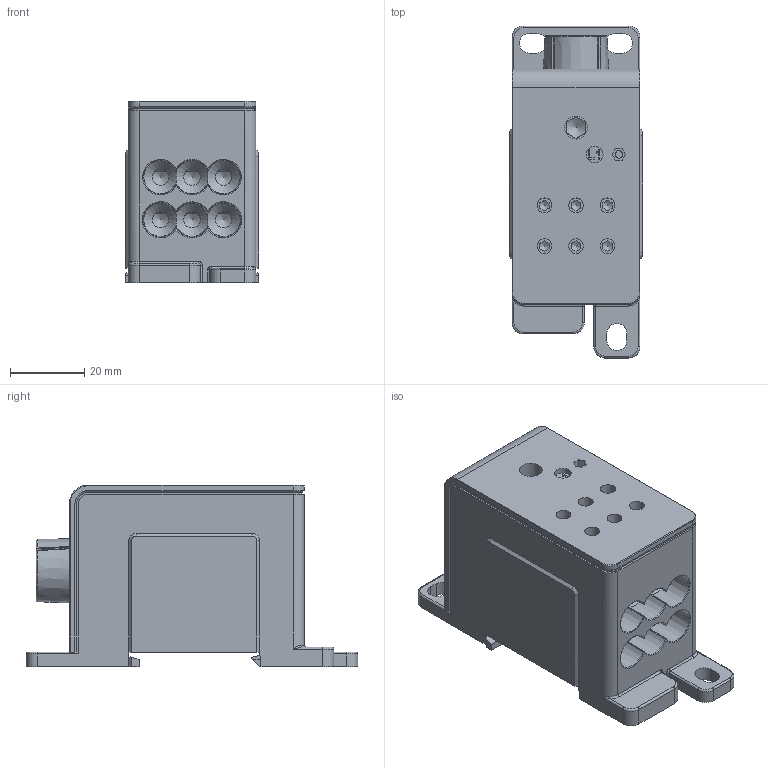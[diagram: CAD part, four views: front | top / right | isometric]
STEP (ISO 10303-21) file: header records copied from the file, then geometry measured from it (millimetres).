
FILE_DESCRIPTION(/* description */ (''),/* implementation_level */ '2;1');
FILE_NAME(/* name */ '27200.0_SVBA_85A.stp',/* time_stamp */ '2017-01-11T10:24:27+01:00',/* author */ ('A.Robertus'),/* organization */ ('CONTA-CLIP Verbindungstechnik GmbH'),/* preprocessor_version */ 'ST-DEVELOPER v16.1',/* originating_system */ 'Autodesk Inventor 2016',/* authorisation */ '');
FILE_SCHEMA (('AUTOMOTIVE_DESIGN { 1 0 10303 214 3 1 1 }'));
Length unit declared in the file: millimetre
Products named in the file (1): 27200.0_SVBA_85A
Bounding box: 36 x 89.5 x 49 mm (x, y, z)
Volume: 96164.5 mm3; surface area: 22177 mm2
Topology: 1 solids, 9 shells, 397 faces, 995 edges, 626 vertices
Faces by surface type: plane 163, cylinder 92, cone 51, bspline 48, torus 27, sphere 16
Full cylindrical faces by diameter (mm): 2 x1, 4 x6, 4.4 x6, 4.5 x1, 5 x3, 6.2 x1, 10.5 x1, 13.5 x1
Entity records: 13247 total; most frequent: CARTESIAN_POINT 4302, ORIENTED_EDGE 1800, DIRECTION 1605, EDGE_CURVE 900, AXIS2_PLACEMENT_3D 616, VERTEX_POINT 585, EDGE_LOOP 473, FACE_OUTER_BOUND 397
